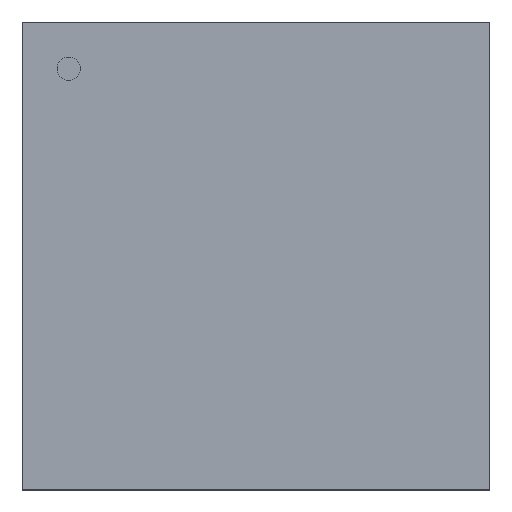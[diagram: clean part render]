
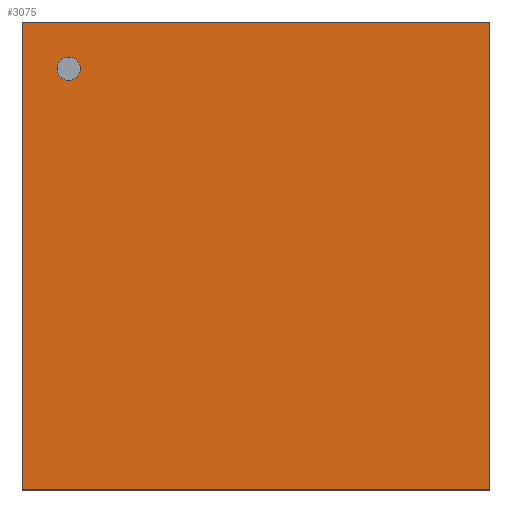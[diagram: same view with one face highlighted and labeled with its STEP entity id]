
A CAD part, top view. The second image highlights one B-rep face of the part: STEP entity #3075.
In plain terms, the highlighted planar face has unit normal (0, 0, 1).
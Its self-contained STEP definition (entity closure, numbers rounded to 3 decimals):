
#3075=ADVANCED_FACE('',(#3081),#3076,.F.);
#3076=PLANE('',#3077);
#3077=AXIS2_PLACEMENT_3D('',#3078,#3079,#3080);
#3078=CARTESIAN_POINT('Origin',(-4.0,-4.0,1.092));
#3079=DIRECTION('center_axis',(0.0,0.0,-1.0));
#3080=DIRECTION('ref_axis',(0.,1.,0.));
#3081=FACE_OUTER_BOUND('',#3082,.T.);
#3082=EDGE_LOOP('',(#3083,#3093,#3103,#3113));
#3083=ORIENTED_EDGE('',*,*,#3084,.F.);
#3084=EDGE_CURVE('',#3085,#3087,#3089,.T.);
#3085=VERTEX_POINT('',#3086);
#3086=CARTESIAN_POINT('',(4.0,-4.0,1.092));
#3087=VERTEX_POINT('',#3088);
#3088=CARTESIAN_POINT('',(-4.0,-4.0,1.092));
#3089=LINE('',#3090,#3091);
#3090=CARTESIAN_POINT('',(4.0,-4.0,1.092));
#3091=VECTOR('',#3092,8.001);
#3092=DIRECTION('',(-1.0,0.0,0.0));
#3093=ORIENTED_EDGE('',*,*,#3094,.F.);
#3094=EDGE_CURVE('',#3095,#3097,#3099,.T.);
#3095=VERTEX_POINT('',#3096);
#3096=CARTESIAN_POINT('',(4.0,4.0,1.092));
#3097=VERTEX_POINT('',#3086);
#3099=LINE('',#3100,#3101);
#3100=CARTESIAN_POINT('',(4.0,4.0,1.092));
#3101=VECTOR('',#3102,8.001);
#3102=DIRECTION('',(0.0,-1.0,0.0));
#3103=ORIENTED_EDGE('',*,*,#3104,.F.);
#3104=EDGE_CURVE('',#3105,#3107,#3109,.T.);
#3105=VERTEX_POINT('',#3106);
#3106=CARTESIAN_POINT('',(-4.0,4.0,1.092));
#3107=VERTEX_POINT('',#3096);
#3109=LINE('',#3110,#3111);
#3110=CARTESIAN_POINT('',(-4.0,4.0,1.092));
#3111=VECTOR('',#3112,8.001);
#3112=DIRECTION('',(1.0,0.0,0.0));
#3113=ORIENTED_EDGE('',*,*,#3114,.F.);
#3114=EDGE_CURVE('',#3115,#3117,#3119,.T.);
#3115=VERTEX_POINT('',#3088);
#3117=VERTEX_POINT('',#3106);
#3119=LINE('',#3120,#3121);
#3120=CARTESIAN_POINT('',(-4.0,-4.0,1.092));
#3121=VECTOR('',#3122,8.001);
#3122=DIRECTION('',(0.0,1.0,0.0));
